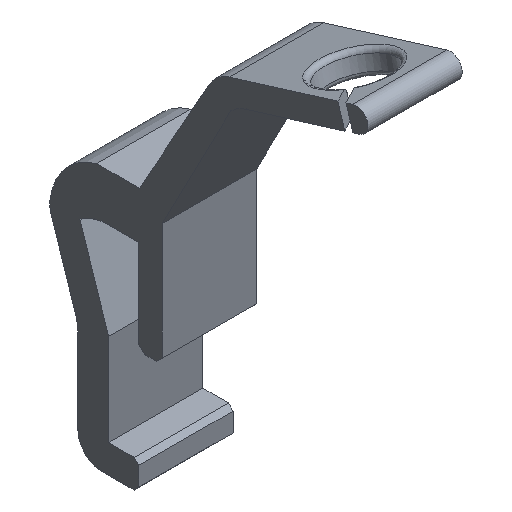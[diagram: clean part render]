
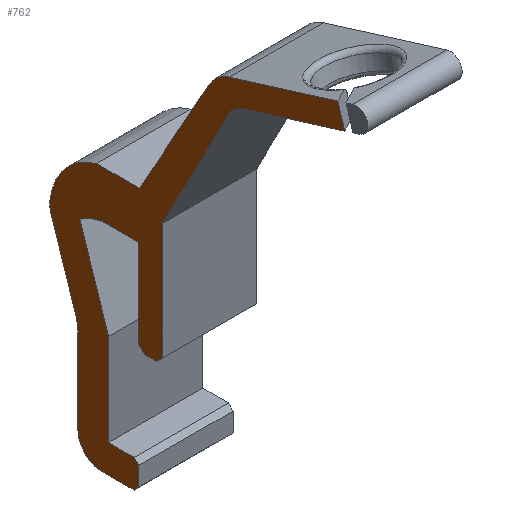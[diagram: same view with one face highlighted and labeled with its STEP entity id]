
A CAD part, isometric view. The second image highlights one B-rep face of the part: STEP entity #762.
In plain terms, the highlighted planar face has unit normal (-1, 0, 0).
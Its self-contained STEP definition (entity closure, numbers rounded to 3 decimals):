
#24=PLANE('',#827);
#57=FACE_OUTER_BOUND('',#97,.T.);
#97=EDGE_LOOP('',(#571,#572,#573,#574,#575,#576,#577,#578,#579,#580,#581,
#582,#583,#584,#585,#586,#587,#588,#589,#590,#591,#592,#593,#594,#595,#596,
#597,#598,#599,#600,#601));
#135=LINE('',#1093,#224);
#163=LINE('',#1167,#252);
#164=LINE('',#1169,#253);
#165=LINE('',#1171,#254);
#166=LINE('',#1173,#255);
#167=LINE('',#1175,#256);
#168=LINE('',#1177,#257);
#169=LINE('',#1179,#258);
#170=LINE('',#1181,#259);
#171=LINE('',#1183,#260);
#172=LINE('',#1185,#261);
#173=LINE('',#1187,#262);
#174=LINE('',#1189,#263);
#175=LINE('',#1191,#264);
#176=LINE('',#1193,#265);
#177=LINE('',#1195,#266);
#178=LINE('',#1197,#267);
#179=LINE('',#1199,#268);
#180=LINE('',#1201,#269);
#181=LINE('',#1203,#270);
#182=LINE('',#1207,#271);
#183=LINE('',#1209,#272);
#184=LINE('',#1211,#273);
#185=LINE('',#1215,#274);
#186=LINE('',#1216,#275);
#224=VECTOR('',#883,10.);
#252=VECTOR('',#939,10.);
#253=VECTOR('',#940,10.);
#254=VECTOR('',#941,10.);
#255=VECTOR('',#942,10.);
#256=VECTOR('',#943,10.);
#257=VECTOR('',#944,10.);
#258=VECTOR('',#945,10.);
#259=VECTOR('',#946,10.);
#260=VECTOR('',#947,10.);
#261=VECTOR('',#948,10.);
#262=VECTOR('',#949,10.);
#263=VECTOR('',#950,10.);
#264=VECTOR('',#951,10.);
#265=VECTOR('',#952,10.);
#266=VECTOR('',#953,10.);
#267=VECTOR('',#954,10.);
#268=VECTOR('',#955,10.);
#269=VECTOR('',#956,10.);
#270=VECTOR('',#957,10.);
#271=VECTOR('',#960,10.);
#272=VECTOR('',#961,10.);
#273=VECTOR('',#962,10.);
#274=VECTOR('',#965,10.);
#275=VECTOR('',#966,10.);
#310=CIRCLE('',#812,10.);
#311=CIRCLE('',#815,6.);
#318=CIRCLE('',#824,13.706);
#319=CIRCLE('',#826,5.);
#320=CIRCLE('',#828,7.492);
#321=CIRCLE('',#829,7.255);
#332=VERTEX_POINT('',#1083);
#333=VERTEX_POINT('',#1085);
#335=VERTEX_POINT('',#1091);
#336=VERTEX_POINT('',#1095);
#337=VERTEX_POINT('',#1096);
#366=VERTEX_POINT('',#1159);
#367=VERTEX_POINT('',#1163);
#368=VERTEX_POINT('',#1168);
#369=VERTEX_POINT('',#1170);
#370=VERTEX_POINT('',#1172);
#371=VERTEX_POINT('',#1174);
#372=VERTEX_POINT('',#1176);
#373=VERTEX_POINT('',#1178);
#374=VERTEX_POINT('',#1180);
#375=VERTEX_POINT('',#1182);
#376=VERTEX_POINT('',#1184);
#377=VERTEX_POINT('',#1186);
#378=VERTEX_POINT('',#1188);
#379=VERTEX_POINT('',#1190);
#380=VERTEX_POINT('',#1192);
#381=VERTEX_POINT('',#1194);
#382=VERTEX_POINT('',#1196);
#383=VERTEX_POINT('',#1198);
#384=VERTEX_POINT('',#1200);
#385=VERTEX_POINT('',#1202);
#386=VERTEX_POINT('',#1204);
#387=VERTEX_POINT('',#1206);
#388=VERTEX_POINT('',#1208);
#389=VERTEX_POINT('',#1210);
#390=VERTEX_POINT('',#1212);
#391=VERTEX_POINT('',#1214);
#408=EDGE_CURVE('',#332,#333,#310,.T.);
#412=EDGE_CURVE('',#332,#335,#135,.T.);
#413=EDGE_CURVE('',#336,#337,#311,.T.);
#445=EDGE_CURVE('',#366,#337,#318,.T.);
#448=EDGE_CURVE('',#367,#335,#319,.T.);
#449=EDGE_CURVE('',#336,#333,#163,.T.);
#450=EDGE_CURVE('',#368,#367,#164,.T.);
#451=EDGE_CURVE('',#369,#368,#165,.T.);
#452=EDGE_CURVE('',#370,#369,#166,.T.);
#453=EDGE_CURVE('',#371,#370,#167,.T.);
#454=EDGE_CURVE('',#372,#371,#168,.T.);
#455=EDGE_CURVE('',#373,#372,#169,.T.);
#456=EDGE_CURVE('',#374,#373,#170,.T.);
#457=EDGE_CURVE('',#375,#374,#171,.T.);
#458=EDGE_CURVE('',#376,#375,#172,.T.);
#459=EDGE_CURVE('',#377,#376,#173,.T.);
#460=EDGE_CURVE('',#378,#377,#174,.T.);
#461=EDGE_CURVE('',#379,#378,#175,.T.);
#462=EDGE_CURVE('',#380,#379,#176,.T.);
#463=EDGE_CURVE('',#381,#380,#177,.T.);
#464=EDGE_CURVE('',#382,#381,#178,.T.);
#465=EDGE_CURVE('',#383,#382,#179,.T.);
#466=EDGE_CURVE('',#384,#383,#180,.T.);
#467=EDGE_CURVE('',#384,#385,#181,.T.);
#468=EDGE_CURVE('',#385,#386,#320,.T.);
#469=EDGE_CURVE('',#386,#387,#182,.T.);
#470=EDGE_CURVE('',#387,#388,#183,.T.);
#471=EDGE_CURVE('',#389,#388,#184,.T.);
#472=EDGE_CURVE('',#390,#389,#321,.T.);
#473=EDGE_CURVE('',#390,#391,#185,.T.);
#474=EDGE_CURVE('',#391,#366,#186,.T.);
#571=ORIENTED_EDGE('',*,*,#413,.F.);
#572=ORIENTED_EDGE('',*,*,#449,.T.);
#573=ORIENTED_EDGE('',*,*,#408,.F.);
#574=ORIENTED_EDGE('',*,*,#412,.T.);
#575=ORIENTED_EDGE('',*,*,#448,.F.);
#576=ORIENTED_EDGE('',*,*,#450,.F.);
#577=ORIENTED_EDGE('',*,*,#451,.F.);
#578=ORIENTED_EDGE('',*,*,#452,.F.);
#579=ORIENTED_EDGE('',*,*,#453,.F.);
#580=ORIENTED_EDGE('',*,*,#454,.F.);
#581=ORIENTED_EDGE('',*,*,#455,.F.);
#582=ORIENTED_EDGE('',*,*,#456,.F.);
#583=ORIENTED_EDGE('',*,*,#457,.F.);
#584=ORIENTED_EDGE('',*,*,#458,.F.);
#585=ORIENTED_EDGE('',*,*,#459,.F.);
#586=ORIENTED_EDGE('',*,*,#460,.F.);
#587=ORIENTED_EDGE('',*,*,#461,.F.);
#588=ORIENTED_EDGE('',*,*,#462,.F.);
#589=ORIENTED_EDGE('',*,*,#463,.F.);
#590=ORIENTED_EDGE('',*,*,#464,.F.);
#591=ORIENTED_EDGE('',*,*,#465,.F.);
#592=ORIENTED_EDGE('',*,*,#466,.F.);
#593=ORIENTED_EDGE('',*,*,#467,.T.);
#594=ORIENTED_EDGE('',*,*,#468,.T.);
#595=ORIENTED_EDGE('',*,*,#469,.T.);
#596=ORIENTED_EDGE('',*,*,#470,.T.);
#597=ORIENTED_EDGE('',*,*,#471,.F.);
#598=ORIENTED_EDGE('',*,*,#472,.F.);
#599=ORIENTED_EDGE('',*,*,#473,.T.);
#600=ORIENTED_EDGE('',*,*,#474,.T.);
#601=ORIENTED_EDGE('',*,*,#445,.T.);
#762=ADVANCED_FACE('',(#57),#24,.F.);
#812=AXIS2_PLACEMENT_3D('',#1086,#876,#877);
#815=AXIS2_PLACEMENT_3D('',#1097,#886,#887);
#824=AXIS2_PLACEMENT_3D('',#1160,#929,#930);
#826=AXIS2_PLACEMENT_3D('',#1165,#935,#936);
#827=AXIS2_PLACEMENT_3D('',#1166,#937,#938);
#828=AXIS2_PLACEMENT_3D('',#1205,#958,#959);
#829=AXIS2_PLACEMENT_3D('',#1213,#963,#964);
#876=DIRECTION('center_axis',(-1.,0.,0.));
#877=DIRECTION('ref_axis',(0.,-0.987,0.158));
#883=DIRECTION('',(0.,0.,-1.));
#886=DIRECTION('center_axis',(1.,0.,0.));
#887=DIRECTION('ref_axis',(0.,0.994,-0.105));
#929=DIRECTION('center_axis',(-1.,0.,0.));
#930=DIRECTION('ref_axis',(0.,1.,0.));
#935=DIRECTION('center_axis',(1.,0.,0.));
#936=DIRECTION('ref_axis',(0.,0.707,-0.707));
#937=DIRECTION('center_axis',(1.,0.,0.));
#938=DIRECTION('ref_axis',(0.,0.,-1.));
#939=DIRECTION('',(0.,-0.312,-0.95));
#940=DIRECTION('',(0.,1.,0.));
#941=DIRECTION('',(0.,0.707,-0.707));
#942=DIRECTION('',(0.,0.,-1.));
#943=DIRECTION('',(0.,-0.707,-0.707));
#944=DIRECTION('',(0.,-1.,0.));
#945=DIRECTION('',(0.,0.,-1.));
#946=DIRECTION('',(0.,-0.312,-0.95));
#947=DIRECTION('',(0.,0.85,-0.527));
#948=DIRECTION('',(0.,0.922,-0.386));
#949=DIRECTION('',(0.,0.972,-0.236));
#950=DIRECTION('',(0.,0.997,-0.079));
#951=DIRECTION('',(0.,1.,0.));
#952=DIRECTION('',(0.,0.,1.));
#953=DIRECTION('',(0.,0.707,0.707));
#954=DIRECTION('',(0.,1.,0.));
#955=DIRECTION('',(0.,0.707,-0.707));
#956=DIRECTION('',(0.,0.,-1.));
#957=DIRECTION('',(0.,-0.462,0.887));
#958=DIRECTION('center_axis',(1.,0.,0.));
#959=DIRECTION('ref_axis',(0.,0.873,0.487));
#960=DIRECTION('',(0.,-0.956,0.295));
#961=DIRECTION('',(0.,0.295,0.956));
#962=DIRECTION('',(0.,-0.956,0.295));
#963=DIRECTION('center_axis',(1.,0.,0.));
#964=DIRECTION('ref_axis',(0.,0.88,0.475));
#965=DIRECTION('',(0.,0.487,-0.873));
#966=DIRECTION('',(0.,1.,0.));
#1083=CARTESIAN_POINT('',(170.,22.9,-3.477));
#1085=CARTESIAN_POINT('',(170.,23.399,-0.357));
#1086=CARTESIAN_POINT('Origin',(170.,32.9,-3.477));
#1091=CARTESIAN_POINT('',(170.,22.9,-21.325));
#1093=CARTESIAN_POINT('',(170.,22.9,-13.325));
#1095=CARTESIAN_POINT('',(170.,28.583,15.43));
#1096=CARTESIAN_POINT('',(170.,28.848,17.944));
#1097=CARTESIAN_POINT('Origin',(170.,22.883,17.302));
#1159=CARTESIAN_POINT('',(170.,18.927,29.672));
#1160=CARTESIAN_POINT('Origin',(170.,15.221,16.477));
#1163=CARTESIAN_POINT('',(170.,17.9,-26.325));
#1165=CARTESIAN_POINT('Origin',(170.,17.9,-21.325));
#1166=CARTESIAN_POINT('Origin',(170.,6.251,-0.325));
#1167=CARTESIAN_POINT('',(170.,22.32,-3.644));
#1168=CARTESIAN_POINT('',(170.,11.,-26.325));
#1169=CARTESIAN_POINT('',(170.,8.625,-26.325));
#1170=CARTESIAN_POINT('',(170.,10.,-25.325));
#1171=CARTESIAN_POINT('',(170.,2.813,-18.138));
#1172=CARTESIAN_POINT('',(170.,10.,-21.325));
#1173=CARTESIAN_POINT('',(170.,10.,-10.825));
#1174=CARTESIAN_POINT('',(170.,11.,-20.325));
#1175=CARTESIAN_POINT('',(170.,14.313,-17.012));
#1176=CARTESIAN_POINT('',(170.,16.4,-20.325));
#1177=CARTESIAN_POINT('',(170.,8.625,-20.325));
#1178=CARTESIAN_POINT('',(170.,16.4,-0.837));
#1179=CARTESIAN_POINT('',(170.,16.4,-10.325));
#1180=CARTESIAN_POINT('',(170.,22.48,17.678));
#1181=CARTESIAN_POINT('',(170.,19.022,7.147));
#1182=CARTESIAN_POINT('',(170.,21.099,18.535));
#1183=CARTESIAN_POINT('',(170.,20.655,18.811));
#1184=CARTESIAN_POINT('',(170.,19.6,19.163));
#1185=CARTESIAN_POINT('',(170.,17.395,20.087));
#1186=CARTESIAN_POINT('',(170.,18.02,19.546));
#1187=CARTESIAN_POINT('',(170.,14.737,20.342));
#1188=CARTESIAN_POINT('',(170.,16.4,19.675));
#1189=CARTESIAN_POINT('',(170.,12.149,20.014));
#1190=CARTESIAN_POINT('',(170.,10.,19.675));
#1191=CARTESIAN_POINT('',(170.,8.125,19.675));
#1192=CARTESIAN_POINT('',(170.,10.,0.925));
#1193=CARTESIAN_POINT('',(170.,10.,0.3));
#1194=CARTESIAN_POINT('',(170.,8.751,-0.325));
#1195=CARTESIAN_POINT('',(170.,8.126,-0.95));
#1196=CARTESIAN_POINT('',(170.,6.251,-0.325));
#1197=CARTESIAN_POINT('',(170.,6.251,-0.325));
#1198=CARTESIAN_POINT('',(170.,5.041,0.884));
#1199=CARTESIAN_POINT('',(170.,5.646,0.28));
#1200=CARTESIAN_POINT('',(170.,5.041,25.614));
#1201=CARTESIAN_POINT('',(170.,5.041,17.173));
#1202=CARTESIAN_POINT('',(170.,-9.525,53.58));
#1203=CARTESIAN_POINT('',(170.,5.256,25.203));
#1204=CARTESIAN_POINT('',(170.,-12.649,55.474));
#1205=CARTESIAN_POINT('Origin',(170.,-14.854,48.313));
#1206=CARTESIAN_POINT('',(170.,-33.719,61.969));
#1207=CARTESIAN_POINT('',(170.,-12.649,55.474));
#1208=CARTESIAN_POINT('',(170.,-32.247,66.747));
#1209=CARTESIAN_POINT('',(170.,-38.094,47.777));
#1210=CARTESIAN_POINT('',(170.,-9.261,59.662));
#1211=CARTESIAN_POINT('',(170.,-9.261,59.662));
#1212=CARTESIAN_POINT('',(170.,-4.921,56.15));
#1213=CARTESIAN_POINT('Origin',(170.,-11.304,52.7));
#1214=CARTESIAN_POINT('',(170.,9.858,29.672));
#1215=CARTESIAN_POINT('',(170.,-4.921,56.15));
#1216=CARTESIAN_POINT('',(170.,35.949,29.672));
